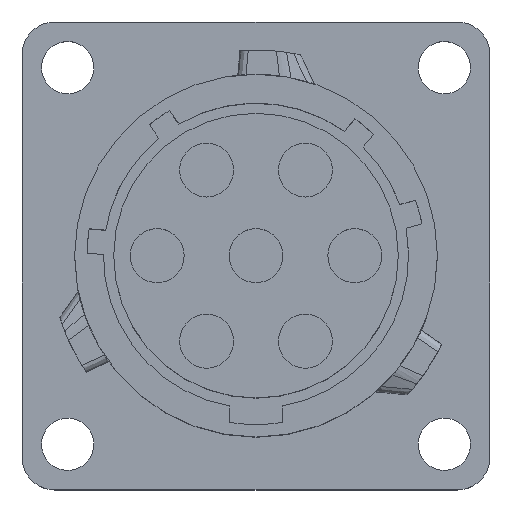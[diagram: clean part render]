
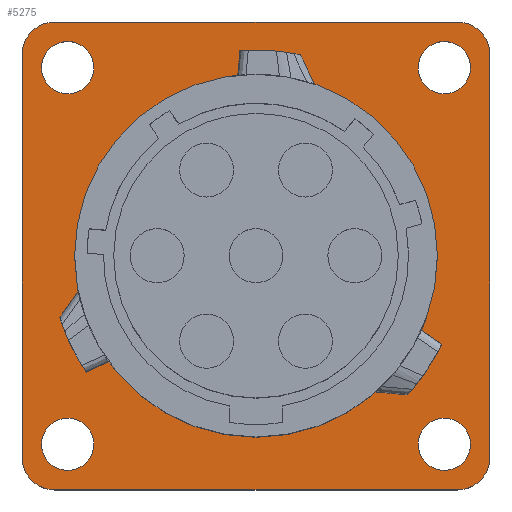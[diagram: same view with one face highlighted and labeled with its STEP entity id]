
A CAD part, top view. The second image highlights one B-rep face of the part: STEP entity #5275.
In plain terms, the highlighted planar face has unit normal (0, 0, 1).
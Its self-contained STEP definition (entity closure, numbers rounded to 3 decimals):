
#152=CARTESIAN_POINT('',(0.,0.,0.));
#153=DIRECTION('',(0.,0.,-1.));
#154=DIRECTION('',(1.,0.,0.));
#155=AXIS2_PLACEMENT_3D('',#152,#153,#154);
#245=CARTESIAN_POINT('',(0.,0.,0.));
#246=DIRECTION('',(0.,0.,-1.));
#247=DIRECTION('',(-1.,0.,0.));
#248=AXIS2_PLACEMENT_3D('',#245,#246,#247);
#280=CARTESIAN_POINT('',(12.3,12.3,0.));
#281=DIRECTION('',(0.,0.,-1.));
#282=DIRECTION('',(0.,1.,0.));
#283=AXIS2_PLACEMENT_3D('',#280,#281,#282);
#285=DIRECTION('',(0.,-1.,0.));
#286=VECTOR('',#285,24.6);
#287=CARTESIAN_POINT('',(14.3,12.3,0.));
#288=LINE('',#287,#286);
#289=CARTESIAN_POINT('',(12.3,-12.3,0.));
#290=DIRECTION('',(0.,0.,-1.));
#291=DIRECTION('',(1.,0.,0.));
#292=AXIS2_PLACEMENT_3D('',#289,#290,#291);
#294=DIRECTION('',(-1.,0.,0.));
#295=VECTOR('',#294,24.6);
#296=CARTESIAN_POINT('',(12.3,-14.3,0.));
#297=LINE('',#296,#295);
#298=CARTESIAN_POINT('',(-12.3,-12.3,0.));
#299=DIRECTION('',(0.,0.,-1.));
#300=DIRECTION('',(0.,-1.,0.));
#301=AXIS2_PLACEMENT_3D('',#298,#299,#300);
#303=DIRECTION('',(0.,1.,0.));
#304=VECTOR('',#303,24.6);
#305=CARTESIAN_POINT('',(-14.3,-12.3,0.));
#306=LINE('',#305,#304);
#307=CARTESIAN_POINT('',(-12.3,12.3,0.));
#308=DIRECTION('',(0.,0.,-1.));
#309=DIRECTION('',(-1.,0.,0.));
#310=AXIS2_PLACEMENT_3D('',#307,#308,#309);
#312=DIRECTION('',(1.,0.,0.));
#313=VECTOR('',#312,24.6);
#314=CARTESIAN_POINT('',(-12.3,14.3,0.));
#315=LINE('',#314,#313);
#316=CARTESIAN_POINT('',(11.505,11.505,0.));
#317=DIRECTION('',(0.,0.,1.));
#318=DIRECTION('',(-1.,0.,0.));
#319=AXIS2_PLACEMENT_3D('',#316,#317,#318);
#321=CARTESIAN_POINT('',(11.505,11.505,0.));
#322=DIRECTION('',(0.,0.,1.));
#323=DIRECTION('',(1.,0.,0.));
#324=AXIS2_PLACEMENT_3D('',#321,#322,#323);
#326=CARTESIAN_POINT('',(-11.505,11.505,0.));
#327=DIRECTION('',(0.,0.,1.));
#328=DIRECTION('',(-1.,0.,0.));
#329=AXIS2_PLACEMENT_3D('',#326,#327,#328);
#331=CARTESIAN_POINT('',(-11.505,11.505,0.));
#332=DIRECTION('',(0.,0.,1.));
#333=DIRECTION('',(1.,0.,0.));
#334=AXIS2_PLACEMENT_3D('',#331,#332,#333);
#336=CARTESIAN_POINT('',(-11.505,-11.505,0.));
#337=DIRECTION('',(0.,0.,1.));
#338=DIRECTION('',(-1.,0.,0.));
#339=AXIS2_PLACEMENT_3D('',#336,#337,#338);
#341=CARTESIAN_POINT('',(-11.505,-11.505,0.));
#342=DIRECTION('',(0.,0.,1.));
#343=DIRECTION('',(1.,0.,0.));
#344=AXIS2_PLACEMENT_3D('',#341,#342,#343);
#346=CARTESIAN_POINT('',(11.505,-11.505,0.));
#347=DIRECTION('',(0.,0.,1.));
#348=DIRECTION('',(-1.,0.,0.));
#349=AXIS2_PLACEMENT_3D('',#346,#347,#348);
#351=CARTESIAN_POINT('',(11.505,-11.505,0.));
#352=DIRECTION('',(0.,0.,1.));
#353=DIRECTION('',(1.,0.,0.));
#354=AXIS2_PLACEMENT_3D('',#351,#352,#353);
#4575=CARTESIAN_POINT('',(9.905,11.505,0.));
#4576=CARTESIAN_POINT('',(13.105,11.505,0.));
#4577=VERTEX_POINT('',#4575);
#4578=VERTEX_POINT('',#4576);
#4579=CARTESIAN_POINT('',(-13.105,11.505,0.));
#4580=CARTESIAN_POINT('',(-9.905,11.505,0.));
#4581=VERTEX_POINT('',#4579);
#4582=VERTEX_POINT('',#4580);
#4583=CARTESIAN_POINT('',(-13.105,-11.505,0.));
#4584=CARTESIAN_POINT('',(-9.905,-11.505,0.));
#4585=VERTEX_POINT('',#4583);
#4586=VERTEX_POINT('',#4584);
#4587=CARTESIAN_POINT('',(9.905,-11.505,0.));
#4588=CARTESIAN_POINT('',(13.105,-11.505,0.));
#4589=VERTEX_POINT('',#4587);
#4590=VERTEX_POINT('',#4588);
#4591=CARTESIAN_POINT('',(12.3,14.3,0.));
#4592=CARTESIAN_POINT('',(14.3,12.3,0.));
#4593=VERTEX_POINT('',#4591);
#4594=VERTEX_POINT('',#4592);
#4595=CARTESIAN_POINT('',(14.3,-12.3,0.));
#4596=VERTEX_POINT('',#4595);
#4597=CARTESIAN_POINT('',(12.3,-14.3,0.));
#4598=VERTEX_POINT('',#4597);
#4599=CARTESIAN_POINT('',(-12.3,-14.3,0.));
#4600=VERTEX_POINT('',#4599);
#4601=CARTESIAN_POINT('',(-14.3,-12.3,0.));
#4602=VERTEX_POINT('',#4601);
#4603=CARTESIAN_POINT('',(-14.3,12.3,0.));
#4604=VERTEX_POINT('',#4603);
#4605=CARTESIAN_POINT('',(-12.3,14.3,0.));
#4606=VERTEX_POINT('',#4605);
#4639=CARTESIAN_POINT('',(-11.085,0.,0.));
#4640=CARTESIAN_POINT('',(11.085,0.,0.));
#4641=VERTEX_POINT('',#4639);
#4642=VERTEX_POINT('',#4640);
#5224=CARTESIAN_POINT('',(0.,0.,0.));
#5225=DIRECTION('',(0.,0.,-1.));
#5226=DIRECTION('',(-1.,0.,0.));
#5227=AXIS2_PLACEMENT_3D('',#5224,#5225,#5226);
#5228=PLANE('',#5227);
#5230=ORIENTED_EDGE('',*,*,#5229,.T.);
#5232=ORIENTED_EDGE('',*,*,#5231,.T.);
#5234=ORIENTED_EDGE('',*,*,#5233,.T.);
#5236=ORIENTED_EDGE('',*,*,#5235,.T.);
#5238=ORIENTED_EDGE('',*,*,#5237,.T.);
#5240=ORIENTED_EDGE('',*,*,#5239,.T.);
#5242=ORIENTED_EDGE('',*,*,#5241,.T.);
#5244=ORIENTED_EDGE('',*,*,#5243,.T.);
#5245=EDGE_LOOP('',(#5230,#5232,#5234,#5236,#5238,#5240,#5242,#5244));
#5246=FACE_OUTER_BOUND('',#5245,.F.);
#5248=ORIENTED_EDGE('',*,*,#5247,.T.);
#5250=ORIENTED_EDGE('',*,*,#5249,.T.);
#5251=EDGE_LOOP('',(#5248,#5250));
#5252=FACE_BOUND('',#5251,.F.);
#5254=ORIENTED_EDGE('',*,*,#5253,.T.);
#5256=ORIENTED_EDGE('',*,*,#5255,.T.);
#5257=EDGE_LOOP('',(#5254,#5256));
#5258=FACE_BOUND('',#5257,.F.);
#5260=ORIENTED_EDGE('',*,*,#5259,.T.);
#5262=ORIENTED_EDGE('',*,*,#5261,.T.);
#5263=EDGE_LOOP('',(#5260,#5262));
#5264=FACE_BOUND('',#5263,.F.);
#5266=ORIENTED_EDGE('',*,*,#5265,.T.);
#5268=ORIENTED_EDGE('',*,*,#5267,.T.);
#5269=EDGE_LOOP('',(#5266,#5268));
#5270=FACE_BOUND('',#5269,.F.);
#5271=ORIENTED_EDGE('',*,*,#5199,.F.);
#5272=ORIENTED_EDGE('',*,*,#5146,.F.);
#5273=EDGE_LOOP('',(#5271,#5272));
#5274=FACE_BOUND('',#5273,.F.);
#5275=ADVANCED_FACE('',(#5246,#5252,#5258,#5264,#5270,#5274),#5228,.F.);
#156=CIRCLE('',#155,11.085);
#249=CIRCLE('',#248,11.085);
#284=CIRCLE('',#283,2.);
#293=CIRCLE('',#292,2.);
#302=CIRCLE('',#301,2.);
#311=CIRCLE('',#310,2.);
#320=CIRCLE('',#319,1.6);
#325=CIRCLE('',#324,1.6);
#330=CIRCLE('',#329,1.6);
#335=CIRCLE('',#334,1.6);
#340=CIRCLE('',#339,1.6);
#345=CIRCLE('',#344,1.6);
#350=CIRCLE('',#349,1.6);
#355=CIRCLE('',#354,1.6);
#5146=EDGE_CURVE('',#4642,#4641,#156,.T.);
#5199=EDGE_CURVE('',#4641,#4642,#249,.T.);
#5229=EDGE_CURVE('',#4593,#4594,#284,.T.);
#5231=EDGE_CURVE('',#4594,#4596,#288,.T.);
#5233=EDGE_CURVE('',#4596,#4598,#293,.T.);
#5235=EDGE_CURVE('',#4598,#4600,#297,.T.);
#5237=EDGE_CURVE('',#4600,#4602,#302,.T.);
#5239=EDGE_CURVE('',#4602,#4604,#306,.T.);
#5241=EDGE_CURVE('',#4604,#4606,#311,.T.);
#5243=EDGE_CURVE('',#4606,#4593,#315,.T.);
#5247=EDGE_CURVE('',#4577,#4578,#320,.T.);
#5249=EDGE_CURVE('',#4578,#4577,#325,.T.);
#5253=EDGE_CURVE('',#4581,#4582,#330,.T.);
#5255=EDGE_CURVE('',#4582,#4581,#335,.T.);
#5259=EDGE_CURVE('',#4585,#4586,#340,.T.);
#5261=EDGE_CURVE('',#4586,#4585,#345,.T.);
#5265=EDGE_CURVE('',#4589,#4590,#350,.T.);
#5267=EDGE_CURVE('',#4590,#4589,#355,.T.);
